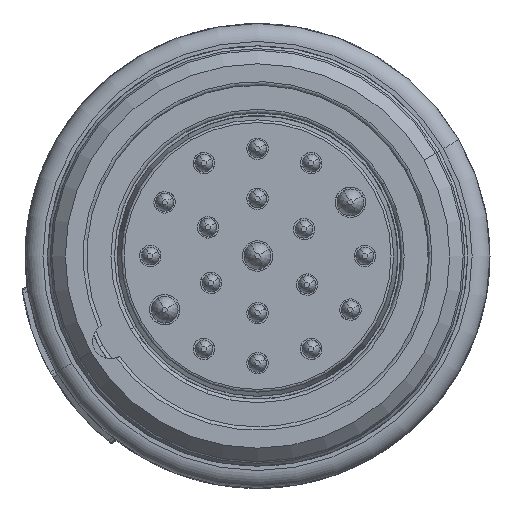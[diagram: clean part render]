
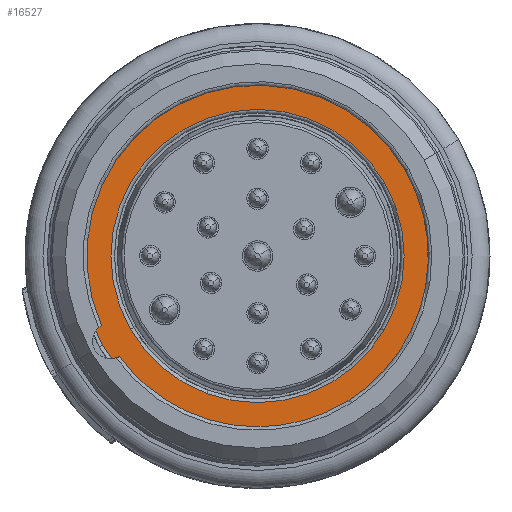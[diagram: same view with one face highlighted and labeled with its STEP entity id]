
A CAD part, left-side view. The second image highlights one B-rep face of the part: STEP entity #16527.
In plain terms, the highlighted planar face has unit normal (-1, 0, 0).
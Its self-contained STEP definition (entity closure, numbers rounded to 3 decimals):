
#16473=AXIS2_PLACEMENT_3D('Circle Axis2P3D',#16471,#16472,$) ;
#16490=AXIS2_PLACEMENT_3D('Circle Axis2P3D',#16488,#16489,$) ;
#16503=AXIS2_PLACEMENT_3D('Plane Axis2P3D',#16500,#16501,#16502) ;
#16507=AXIS2_PLACEMENT_3D('Circle Axis2P3D',#16505,#16506,$) ;
#16516=AXIS2_PLACEMENT_3D('Circle Axis2P3D',#16514,#16515,$) ;
#16461=CARTESIAN_POINT('Vertex',(9.,20.101,8.9)) ;
#16468=CARTESIAN_POINT('Vertex',(9.,5.899,17.1)) ;
#16471=CARTESIAN_POINT('Axis2P3D Location',(9.,13.,13.)) ;
#16488=CARTESIAN_POINT('Axis2P3D Location',(9.,13.,13.)) ;
#16500=CARTESIAN_POINT('Axis2P3D Location',(9.,20.881,8.45)) ;
#16505=CARTESIAN_POINT('Axis2P3D Location',(9.,13.,13.)) ;
#16509=CARTESIAN_POINT('Vertex',(9.,4.34,18.)) ;
#16511=CARTESIAN_POINT('Vertex',(9.,21.66,8.)) ;
#16514=CARTESIAN_POINT('Axis2P3D Location',(9.,13.,13.)) ;
#16472=DIRECTION('Axis2P3D Direction',(1.,-0.,0.)) ;
#16489=DIRECTION('Axis2P3D Direction',(1.,-0.,0.)) ;
#16501=DIRECTION('Axis2P3D Direction',(1.,-0.,0.)) ;
#16502=DIRECTION('Axis2P3D XDirection',(0.,0.866,-0.5)) ;
#16506=DIRECTION('Axis2P3D Direction',(1.,-0.,0.)) ;
#16515=DIRECTION('Axis2P3D Direction',(1.,-0.,0.)) ;
#16520=ORIENTED_EDGE('',*,*,#16513,.F.) ;
#16521=ORIENTED_EDGE('',*,*,#16518,.F.) ;
#16524=ORIENTED_EDGE('',*,*,#16492,.T.) ;
#16525=ORIENTED_EDGE('',*,*,#16475,.T.) ;
#16526=FACE_BOUND('',#16523,.T.) ;
#16527=ADVANCED_FACE('Hauptkoerper',(#16522,#16526),#16504,.F.) ;
#16474=CIRCLE('generated circle',#16473,8.2) ;
#16491=CIRCLE('generated circle',#16490,8.2) ;
#16508=CIRCLE('generated circle',#16507,10.) ;
#16517=CIRCLE('generated circle',#16516,10.) ;
#16475=EDGE_CURVE('',#16462,#16469,#16474,.T.) ;
#16492=EDGE_CURVE('',#16469,#16462,#16491,.T.) ;
#16513=EDGE_CURVE('',#16510,#16512,#16508,.T.) ;
#16518=EDGE_CURVE('',#16512,#16510,#16517,.T.) ;
#16519=EDGE_LOOP('',(#16520,#16521)) ;
#16523=EDGE_LOOP('',(#16524,#16525)) ;
#16522=FACE_OUTER_BOUND('',#16519,.T.) ;
#16504=PLANE('',#16503) ;
#16462=VERTEX_POINT('',#16461) ;
#16469=VERTEX_POINT('',#16468) ;
#16510=VERTEX_POINT('',#16509) ;
#16512=VERTEX_POINT('',#16511) ;
